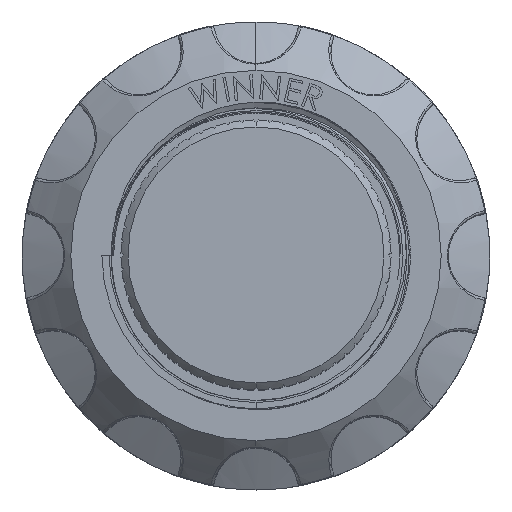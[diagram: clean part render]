
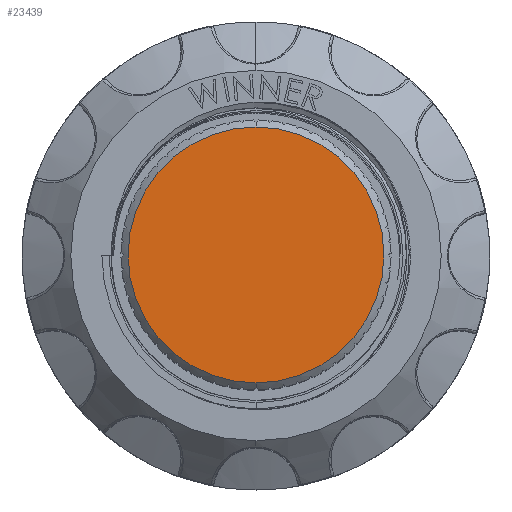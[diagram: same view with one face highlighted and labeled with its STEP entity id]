
A CAD part, top view. The second image highlights one B-rep face of the part: STEP entity #23439.
In plain terms, the highlighted planar face has unit normal (0, 0, 1).
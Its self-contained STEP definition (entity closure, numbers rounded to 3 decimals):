
#1697 = CIRCLE ( 'NONE', #21276, 9.05 ) ;
#3439 = CIRCLE ( 'NONE', #36781, 9.05 ) ;
#4681 = CARTESIAN_POINT ( 'NONE',  ( 0., 9.05, 93.7 ) ) ;
#4684 = CARTESIAN_POINT ( 'NONE',  ( 0., -9.05, 93.7 ) ) ;
#7983 = EDGE_CURVE ( 'NONE', #17653, #17650, #1697, .T. ) ;
#9559 = EDGE_CURVE ( 'NONE', #17650, #17653, #3439, .T. ) ;
#16908 = DIRECTION ( 'NONE',  ( 0., -1., 0. ) ) ;
#16910 = DIRECTION ( 'NONE',  ( 0., 0., -1. ) ) ;
#16912 = PLANE ( 'NONE',  #34529 ) ;
#16921 = CARTESIAN_POINT ( 'NONE',  ( 0., 0., 93.7 ) ) ;
#17650 = VERTEX_POINT ( 'NONE', #4684 ) ;
#17653 = VERTEX_POINT ( 'NONE', #4681 ) ;
#21276 = AXIS2_PLACEMENT_3D ( 'NONE', #41498, #41496, #41492 ) ;
#23439 = ADVANCED_FACE ( 'NONE', ( #24889 ), #16912, .F. ) ;
#24889 = FACE_OUTER_BOUND ( 'NONE', #29633, .T. ) ;
#26337 = ORIENTED_EDGE ( 'NONE', *, *, #9559, .T. ) ;
#26338 = ORIENTED_EDGE ( 'NONE', *, *, #7983, .T. ) ;
#29633 = EDGE_LOOP ( 'NONE', ( #26337, #26338 ) ) ;
#33872 = DIRECTION ( 'NONE',  ( 0., -1., 0. ) ) ;
#33874 = DIRECTION ( 'NONE',  ( 0., 0., 1. ) ) ;
#33876 = CARTESIAN_POINT ( 'NONE',  ( 0., 0., 93.7 ) ) ;
#34529 = AXIS2_PLACEMENT_3D ( 'NONE', #16921, #16910, #16908 ) ;
#36781 = AXIS2_PLACEMENT_3D ( 'NONE', #33876, #33874, #33872 ) ;
#41492 = DIRECTION ( 'NONE',  ( 0., -1., 0. ) ) ;
#41496 = DIRECTION ( 'NONE',  ( 0., 0., 1. ) ) ;
#41498 = CARTESIAN_POINT ( 'NONE',  ( 0., 0., 93.7 ) ) ;
